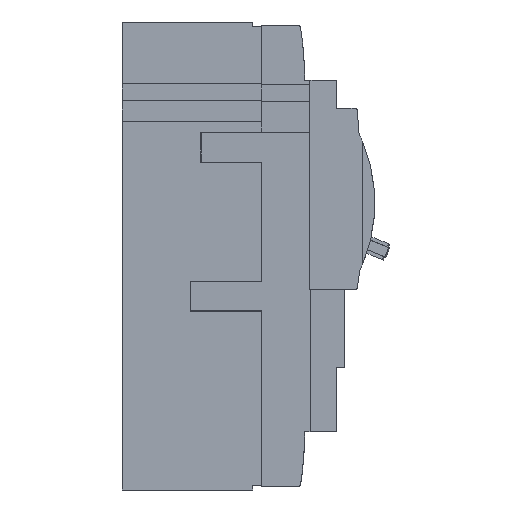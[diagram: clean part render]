
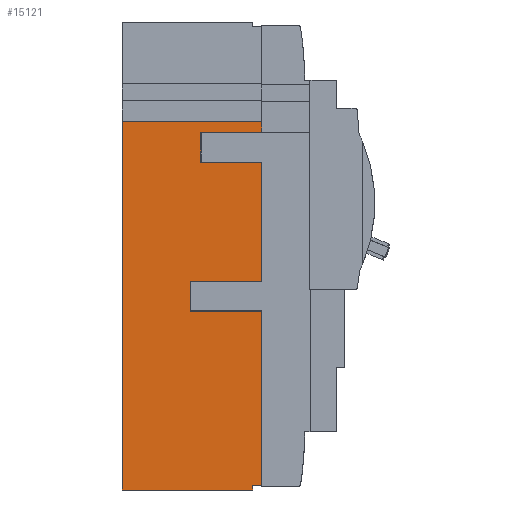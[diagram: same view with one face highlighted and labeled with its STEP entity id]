
A CAD part, left-side view. The second image highlights one B-rep face of the part: STEP entity #15121.
In plain terms, the highlighted planar face has unit normal (-1, 0, 0).
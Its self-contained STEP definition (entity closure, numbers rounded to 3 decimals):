
#14645=EDGE_CURVE('',#32723,#29667,#43699,.T.);
#14889=EDGE_CURVE('',#20125,#41231,#43964,.T.);
#15121=ADVANCED_FACE('',(#44216),#44217,.F.);
#15745=VERTEX_POINT('',#44908);
#16105=VERTEX_POINT('',#45304);
#20125=VERTEX_POINT('',#49733);
#20225=VERTEX_POINT('',#49838);
#20863=EDGE_CURVE('',#21221,#15745,#50543,.T.);
#21221=VERTEX_POINT('',#50938);
#21747=VERTEX_POINT('',#51512);
#22603=EDGE_CURVE('',#29667,#20125,#52460,.T.);
#24807=VERTEX_POINT('',#54880);
#28315=VERTEX_POINT('',#58727);
#28637=EDGE_CURVE('',#32723,#33711,#59079,.T.);
#29667=VERTEX_POINT('',#60206);
#30449=EDGE_CURVE('',#20225,#24807,#61073,.T.);
#32723=VERTEX_POINT('',#63556);
#33607=EDGE_CURVE('',#20225,#28315,#64529,.T.);
#33653=EDGE_CURVE('',#15745,#21747,#64579,.T.);
#33711=VERTEX_POINT('',#64646);
#34031=EDGE_CURVE('',#36133,#16105,#64989,.T.);
#36133=VERTEX_POINT('',#67325);
#36247=EDGE_CURVE('',#28315,#38647,#67449,.T.);
#36409=EDGE_CURVE('',#21747,#33711,#67634,.T.);
#37271=EDGE_CURVE('',#24807,#36133,#68580,.T.);
#38647=VERTEX_POINT('',#70075);
#39235=EDGE_CURVE('',#41231,#38647,#70714,.T.);
#41231=VERTEX_POINT('',#72907);
#41987=EDGE_CURVE('',#21221,#16105,#73726,.T.);
#43699=LINE('',#75615,#75616);
#43964=LINE('',#75991,#75992);
#44216=FACE_OUTER_BOUND('',#76385,.T.);
#44217=PLANE('',#76386);
#44908=CARTESIAN_POINT('',(-87.45,-26.4,-9.705));
#45304=CARTESIAN_POINT('',(-87.45,-54.,36.195));
#49733=CARTESIAN_POINT('',(-87.45,-50.5,-90.505));
#49838=CARTESIAN_POINT('',(-87.45,-53.999,47.795));
#50543=LINE('',#85379,#85380);
#50938=CARTESIAN_POINT('',(-87.45,-54.,-9.705));
#51512=CARTESIAN_POINT('',(-87.45,-26.4,-21.305));
#52460=LINE('',#88032,#88033);
#54880=CARTESIAN_POINT('',(-87.45,-30.4,47.795));
#58727=CARTESIAN_POINT('',(-87.45,-53.999,51.995));
#59079=LINE('',#97649,#97650);
#60206=CARTESIAN_POINT('',(-87.45,-50.5,-88.905));
#61073=LINE('',#100489,#100490);
#63556=CARTESIAN_POINT('',(-87.45,-54.,-88.905));
#64529=LINE('',#105594,#105595);
#64579=LINE('',#105667,#105668);
#64646=CARTESIAN_POINT('',(-87.45,-54.,-21.305));
#64989=LINE('',#106214,#106215);
#67325=CARTESIAN_POINT('',(-87.45,-30.4,36.195));
#67449=LINE('',#109752,#109753);
#67634=LINE('',#110002,#110003);
#68580=LINE('',#111388,#111389);
#70075=CARTESIAN_POINT('',(-87.45,0.0,51.995));
#70714=LINE('',#114542,#114543);
#72907=CARTESIAN_POINT('',(-87.45,0.0,-90.505));
#73726=LINE('',#118879,#118880);
#75615=CARTESIAN_POINT('',(-87.45,-54.0,-88.905));
#75616=VECTOR('',#121500,1.0);
#75991=CARTESIAN_POINT('',(-87.45,-50.5,-90.505));
#75992=VECTOR('',#121774,1.0);
#76385=EDGE_LOOP('',(#122022,#122023,#122024,#122025,#122026,#122027,#122028,#122029,#122030,#122031,#122032,#122033,#122034,#122035));
#76386=AXIS2_PLACEMENT_3D('',#122036,#122037,#122038);
#85379=CARTESIAN_POINT('',(-87.45,-54.0,-9.705));
#85380=VECTOR('',#128977,1.0);
#88032=CARTESIAN_POINT('',(-87.45,-50.5,-88.905));
#88033=VECTOR('',#131052,1.0);
#97649=CARTESIAN_POINT('',(-87.45,-54.,-43.521));
#97650=VECTOR('',#138002,1.0);
#100489=CARTESIAN_POINT('',(-87.45,-54.0,47.795));
#100490=VECTOR('',#140253,1.0);
#105594=CARTESIAN_POINT('',(-87.45,-53.999,26.979));
#105595=VECTOR('',#144022,1.0);
#105667=CARTESIAN_POINT('',(-87.45,-26.4,-9.705));
#105668=VECTOR('',#144070,1.0);
#106214=CARTESIAN_POINT('',(-87.45,-30.4,36.195));
#106215=VECTOR('',#144459,1.0);
#109752=CARTESIAN_POINT('',(-87.45,-12.744,51.995));
#109753=VECTOR('',#147325,1.0);
#110002=CARTESIAN_POINT('',(-87.45,-26.4,-21.305));
#110003=VECTOR('',#147596,1.0);
#111388=CARTESIAN_POINT('',(-87.45,-30.4,47.795));
#111389=VECTOR('',#148645,1.0);
#114542=CARTESIAN_POINT('',(-87.45,0.0,-90.505));
#114543=VECTOR('',#150915,1.0);
#118879=CARTESIAN_POINT('',(-87.45,-54.,-3.921));
#118880=VECTOR('',#154022,1.0);
#121500=DIRECTION('',(0.0,1.0,0.0));
#121774=DIRECTION('',(0.0,1.0,0.0));
#122022=ORIENTED_EDGE('',*,*,#28637,.T.);
#122023=ORIENTED_EDGE('',*,*,#36409,.F.);
#122024=ORIENTED_EDGE('',*,*,#33653,.F.);
#122025=ORIENTED_EDGE('',*,*,#20863,.F.);
#122026=ORIENTED_EDGE('',*,*,#41987,.T.);
#122027=ORIENTED_EDGE('',*,*,#34031,.F.);
#122028=ORIENTED_EDGE('',*,*,#37271,.F.);
#122029=ORIENTED_EDGE('',*,*,#30449,.F.);
#122030=ORIENTED_EDGE('',*,*,#33607,.T.);
#122031=ORIENTED_EDGE('',*,*,#36247,.T.);
#122032=ORIENTED_EDGE('',*,*,#39235,.F.);
#122033=ORIENTED_EDGE('',*,*,#14889,.F.);
#122034=ORIENTED_EDGE('',*,*,#22603,.F.);
#122035=ORIENTED_EDGE('',*,*,#14645,.F.);
#122036=CARTESIAN_POINT('',(-87.45,-28.469,1.963));
#122037=DIRECTION('',(1.0,0.0,0.0));
#122038=DIRECTION('',(0.0,1.0,0.0));
#128977=DIRECTION('',(0.0,1.0,0.0));
#131052=DIRECTION('',(0.0,0.0,-1.0));
#138002=DIRECTION('',(0.0,0.0,1.0));
#140253=DIRECTION('',(0.0,1.0,0.0));
#144022=DIRECTION('',(0.0,0.0,1.0));
#144070=DIRECTION('',(0.0,0.0,-1.0));
#144459=DIRECTION('',(0.0,-1.0,0.0));
#147325=DIRECTION('',(-0.0,1.0,0.0));
#147596=DIRECTION('',(0.0,-1.0,0.0));
#148645=DIRECTION('',(0.0,0.0,-1.0));
#150915=DIRECTION('',(0.0,0.0,1.0));
#154022=DIRECTION('',(0.0,0.0,1.0));
